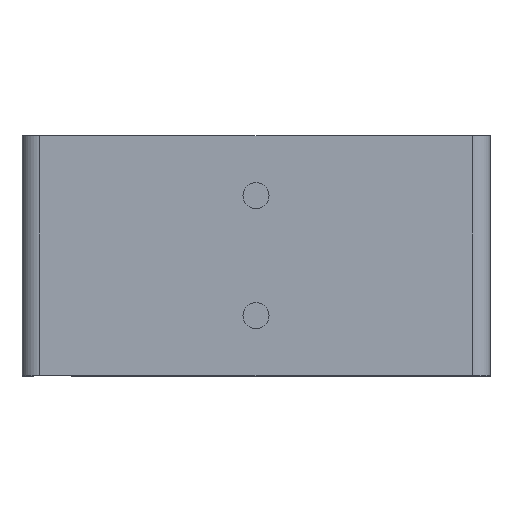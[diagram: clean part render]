
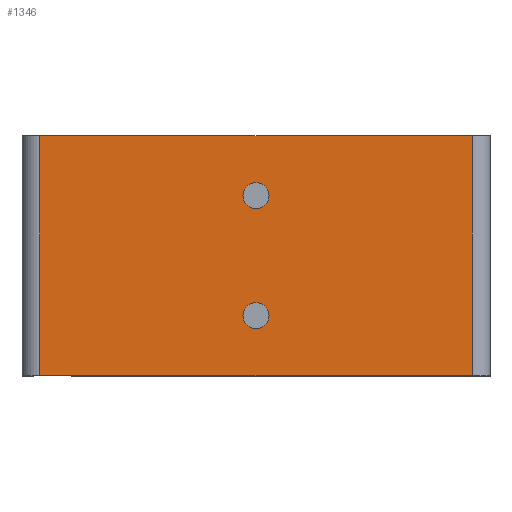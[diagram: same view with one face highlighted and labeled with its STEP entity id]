
A CAD part, top view. The second image highlights one B-rep face of the part: STEP entity #1346.
In plain terms, the highlighted planar face has unit normal (0, 0, 1).
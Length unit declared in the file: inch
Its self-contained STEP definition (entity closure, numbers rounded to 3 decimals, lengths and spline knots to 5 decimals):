
#81=LINE('',#2054,#211);
#87=LINE('',#2072,#217);
#90=LINE('',#2078,#220);
#91=LINE('',#2079,#221);
#211=VECTOR('',#1664,1.25);
#217=VECTOR('',#1688,2.251);
#220=VECTOR('',#1693,2.251);
#221=VECTOR('',#1694,1.25);
#327=PLANE('',#1456);
#377=FACE_BOUND('',#510,.T.);
#378=FACE_BOUND('',#511,.T.);
#418=FACE_OUTER_BOUND('',#509,.T.);
#509=EDGE_LOOP('',(#1007,#1008,#1009,#1010));
#510=EDGE_LOOP('',(#1011));
#511=EDGE_LOOP('',(#1012));
#568=CIRCLE('',#1402,0.068);
#570=CIRCLE('',#1405,0.068);
#610=VERTEX_POINT('',#1938);
#612=VERTEX_POINT('',#1943);
#645=VERTEX_POINT('',#2051);
#646=VERTEX_POINT('',#2053);
#649=VERTEX_POINT('',#2071);
#651=VERTEX_POINT('',#2077);
#716=EDGE_CURVE('',#610,#610,#568,.T.);
#718=EDGE_CURVE('',#612,#612,#570,.T.);
#770=EDGE_CURVE('',#646,#645,#81,.T.);
#779=EDGE_CURVE('',#646,#649,#87,.T.);
#782=EDGE_CURVE('',#651,#645,#90,.T.);
#783=EDGE_CURVE('',#651,#649,#91,.T.);
#1007=ORIENTED_EDGE('',*,*,#770,.T.);
#1008=ORIENTED_EDGE('',*,*,#782,.F.);
#1009=ORIENTED_EDGE('',*,*,#783,.T.);
#1010=ORIENTED_EDGE('',*,*,#779,.F.);
#1011=ORIENTED_EDGE('',*,*,#716,.T.);
#1012=ORIENTED_EDGE('',*,*,#718,.T.);
#1346=ADVANCED_FACE('',(#418,#377,#378),#327,.T.);
#1402=AXIS2_PLACEMENT_3D('',#1939,#1540,#1541);
#1405=AXIS2_PLACEMENT_3D('',#1944,#1546,#1547);
#1456=AXIS2_PLACEMENT_3D('',#2076,#1691,#1692);
#1540=DIRECTION('center_axis',(0.,0.,-1.));
#1541=DIRECTION('ref_axis',(-1.,0.,0.));
#1546=DIRECTION('center_axis',(0.,0.,-1.));
#1547=DIRECTION('ref_axis',(-1.,0.,0.));
#1664=DIRECTION('',(0.,1.,0.));
#1688=DIRECTION('',(-1.,0.,0.));
#1691=DIRECTION('center_axis',(0.,0.,1.));
#1692=DIRECTION('ref_axis',(1.,0.,0.));
#1693=DIRECTION('',(1.,0.,0.));
#1694=DIRECTION('',(0.,-1.,0.));
#1938=CARTESIAN_POINT('',(0.068,0.3125,0.062));
#1939=CARTESIAN_POINT('Origin',(0.,0.3125,0.062));
#1943=CARTESIAN_POINT('',(0.068,-0.3125,0.062));
#1944=CARTESIAN_POINT('Origin',(0.,-0.3125,0.062));
#2051=CARTESIAN_POINT('',(1.1255,0.625,0.062));
#2053=CARTESIAN_POINT('',(1.1255,-0.625,0.062));
#2054=CARTESIAN_POINT('',(1.1255,-0.3125,0.062));
#2071=CARTESIAN_POINT('',(-1.1255,-0.625,0.062));
#2072=CARTESIAN_POINT('',(1.21875,-0.625,0.062));
#2076=CARTESIAN_POINT('Origin',(0.,0.,
0.062));
#2077=CARTESIAN_POINT('',(-1.1255,0.625,0.062));
#2078=CARTESIAN_POINT('',(-1.21875,0.625,0.062));
#2079=CARTESIAN_POINT('',(-1.1255,0.3125,0.062));
